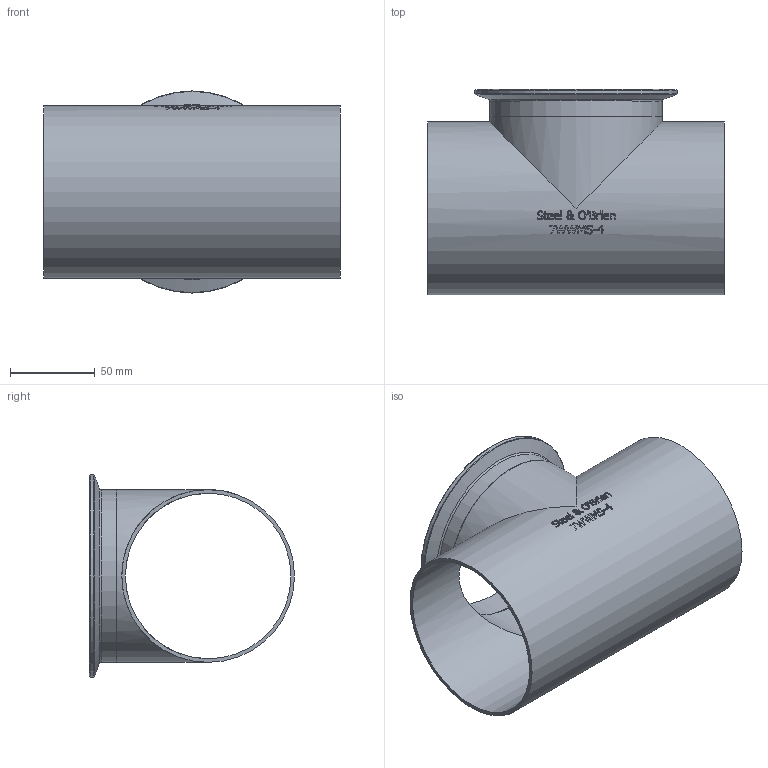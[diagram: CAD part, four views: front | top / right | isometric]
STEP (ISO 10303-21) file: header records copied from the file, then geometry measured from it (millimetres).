
FILE_DESCRIPTION(/* description */ (''),/* implementation_level */ '2;1');
FILE_NAME(/* name */ '7WWMS-4.stp',/* time_stamp */ '2019-08-06T15:42:07-04:00',/* author */ ('rick'),/* organization */ (''),/* preprocessor_version */ 'ST-DEVELOPER v15.2',/* originating_system */ 'Autodesk Inventor 2014',/* authorisation */ '');
FILE_SCHEMA (('AUTOMOTIVE_DESIGN { 1 0 10303 214 3 1 1 }'));
Length unit declared in the file: inch
Products named in the file (1): 7WWMS-4
Bounding box: 174.62 x 120.64 x 118.92 mm (x, y, z)
Volume: 131294.1 mm3; surface area: 121107.7 mm2
Topology: 1 solids, 1 shells, 337 faces, 901 edges, 598 vertices
Faces by surface type: plane 154, bspline 135, cylinder 37, torus 8, cone 3
Full cylindrical faces by diameter (mm): 97.384 x3, 101.6 x3, 118.923 x1
Entity records: 12854 total; most frequent: CARTESIAN_POINT 5229, ORIENTED_EDGE 1752, DIRECTION 1201, EDGE_CURVE 876, VERTEX_POINT 593, LINE 417, VECTOR 417, EDGE_LOOP 393
